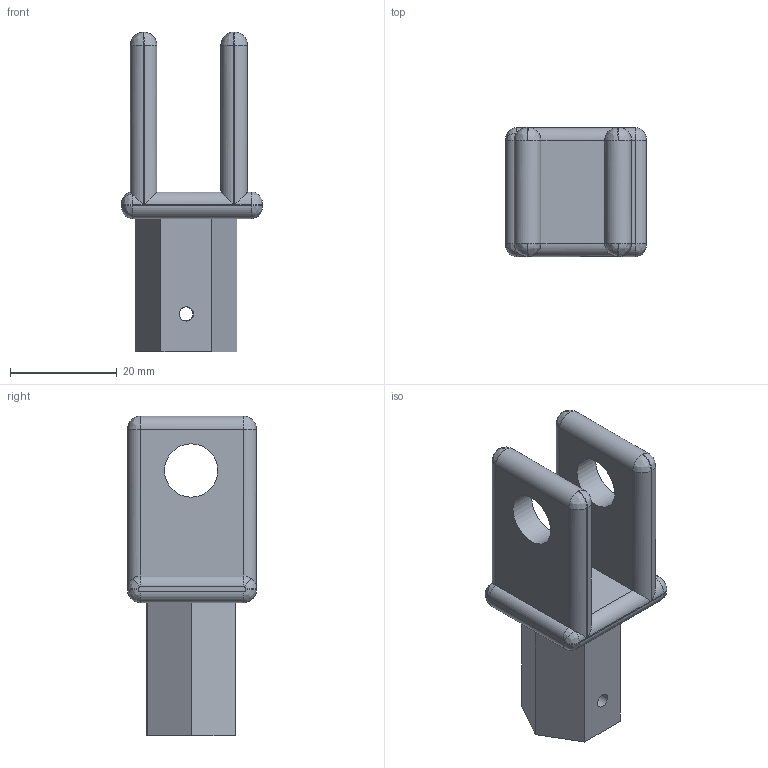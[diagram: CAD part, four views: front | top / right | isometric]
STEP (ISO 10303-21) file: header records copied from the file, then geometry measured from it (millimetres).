
FILE_DESCRIPTION(/* description */ (''),/* implementation_level */ '2;1');
FILE_NAME(/* name */ 'adaptateur choc.step',/* time_stamp */ '2024-08-26T22:10:47+02:00',/* author */ (''),/* organization */ (''),/* preprocessor_version */ 'ST-DEVELOPER v20',/* originating_system */ 'Autodesk Translation Framework v12.14.0.127',/* authorisation */ '');
FILE_SCHEMA (('AUTOMOTIVE_DESIGN { 1 0 10303 214 3 1 1 }'));
Length unit declared in the file: millimetre
Products named in the file (1): adaptateur choc
Bounding box: 26.36 x 24.2 x 60 mm (x, y, z)
Volume: 13446.5 mm3; surface area: 6851.4 mm2
Topology: 1 solids, 1 shells, 79 faces, 189 edges, 106 vertices
Faces by surface type: cylinder 38, plane 23, bspline 18
Full cylindrical faces by diameter (mm): 2.686 x2, 10 x2
Entity records: 2853 total; most frequent: CARTESIAN_POINT 1078, ORIENTED_EDGE 362, DIRECTION 355, EDGE_CURVE 181, AXIS2_PLACEMENT_3D 130, VERTEX_POINT 106, LINE 95, VECTOR 95
